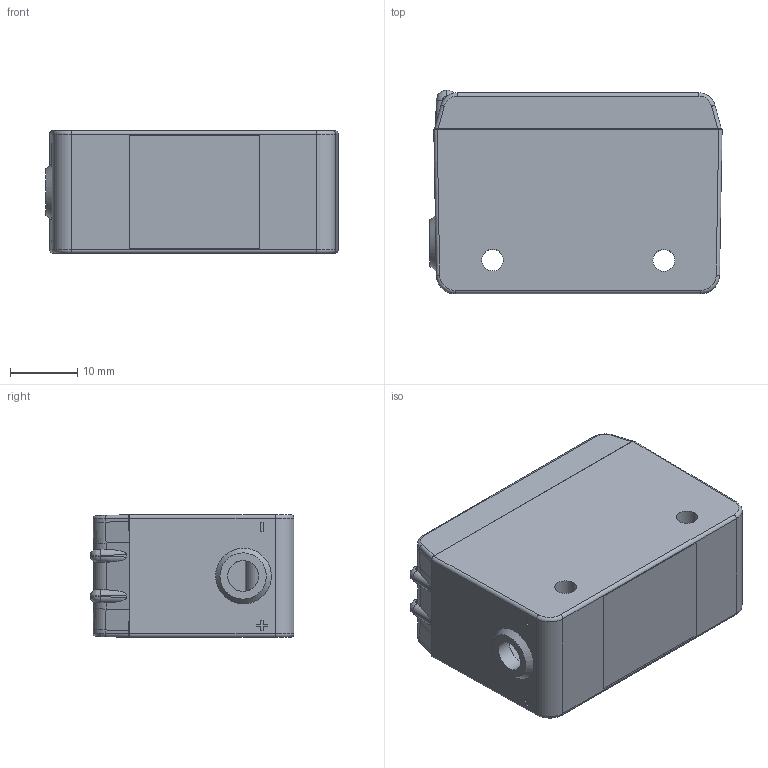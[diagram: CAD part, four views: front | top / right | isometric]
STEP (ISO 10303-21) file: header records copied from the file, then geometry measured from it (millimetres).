
FILE_DESCRIPTION(/* description */ (''),/* implementation_level */ '2;1');
FILE_NAME(/* name */ 'LK101-0620.stp',/* time_stamp */ '2021-06-20T17:50:33+08:00',/* author */ (''),/* organization */ (''),/* preprocessor_version */ 'ST-DEVELOPER v11',/* originating_system */ 'SIEMENS UGS NX 6.0',/* authorisation */ '');
FILE_SCHEMA (('CONFIG_CONTROL_DESIGN'));
Length unit declared in the file: millimetre
Products named in the file (1): Admi74E7zkwj
Bounding box: 43.33 x 30.2 x 18.19 mm (x, y, z)
Volume: 5977.4 mm3; surface area: 11079.6 mm2
Topology: 3 solids, 3 shells, 441 faces, 1228 edges, 794 vertices
Faces by surface type: plane 367, cylinder 49, bspline 13, extrusion 8, torus 4
Full cylindrical faces by diameter (mm): 3.219 x1, 3.23 x1, 4.6 x1
Entity records: 14314 total; most frequent: CARTESIAN_POINT 2879, ORIENTED_EDGE 2444, DIRECTION 2206, EDGE_CURVE 1222, VECTOR 1092, LINE 1084, VERTEX_POINT 792, AXIS2_PLACEMENT_3D 557
